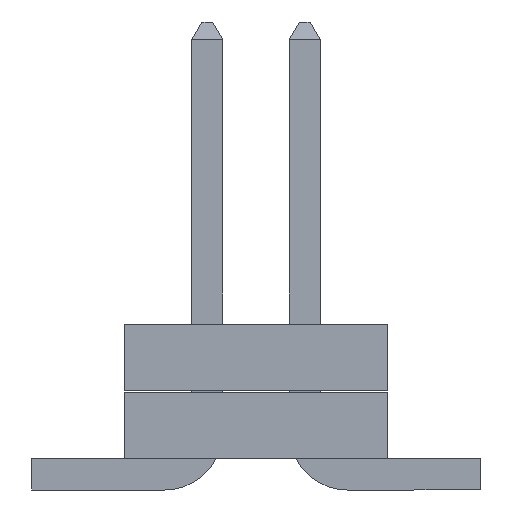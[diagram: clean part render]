
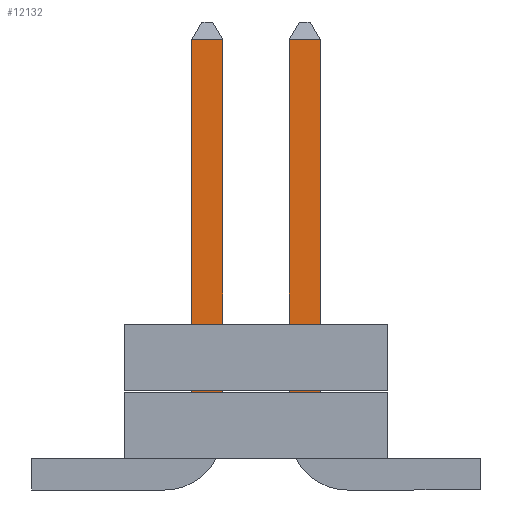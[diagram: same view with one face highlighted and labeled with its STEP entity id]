
A CAD part, left-side view. The second image highlights one B-rep face of the part: STEP entity #12132.
In plain terms, the highlighted planar face has unit normal (-1, 0, 0).
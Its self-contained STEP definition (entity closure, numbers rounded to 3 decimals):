
#221 = VERTEX_POINT('',#222);
#222 = CARTESIAN_POINT('',(-24.968,5.461,0.838));
#1783 = VERTEX_POINT('',#1784);
#1784 = CARTESIAN_POINT('',(-24.968,5.461,-0.838));
#4550 = VERTEX_POINT('',#4551);
#4551 = CARTESIAN_POINT('',(-24.968,5.461,-0.432));
#5761 = VERTEX_POINT('',#5762);
#5762 = CARTESIAN_POINT('',(-24.968,5.461,0.432));
#8225 = EDGE_CURVE('',#221,#8226,#8228,.T.);
#8226 = VERTEX_POINT('',#8227);
#8227 = CARTESIAN_POINT('',(-24.968,0.301,0.838));
#8228 = LINE('',#8229,#8230);
#8229 = CARTESIAN_POINT('',(-24.968,5.461,0.838));
#8230 = VECTOR('',#8231,1.);
#8231 = DIRECTION('',(0.,-1.,0.));
#9153 = EDGE_CURVE('',#8226,#9154,#9156,.T.);
#9154 = VERTEX_POINT('',#9155);
#9155 = CARTESIAN_POINT('',(-24.968,0.301,-0.838));
#9156 = LINE('',#9157,#9158);
#9157 = CARTESIAN_POINT('',(-24.968,0.301,0.838));
#9158 = VECTOR('',#9159,1.);
#9159 = DIRECTION('',(0.,0.,-1.));
#10088 = EDGE_CURVE('',#9154,#1783,#10089,.T.);
#10089 = LINE('',#10090,#10091);
#10090 = CARTESIAN_POINT('',(-24.968,0.301,-0.838));
#10091 = VECTOR('',#10092,1.);
#10092 = DIRECTION('',(0.,1.,0.));
#10205 = EDGE_CURVE('',#4550,#10206,#10208,.T.);
#10206 = VERTEX_POINT('',#10207);
#10207 = CARTESIAN_POINT('',(-24.968,0.555,-0.432));
#10208 = LINE('',#10209,#10210);
#10209 = CARTESIAN_POINT('',(-24.968,5.461,-0.432));
#10210 = VECTOR('',#10211,1.);
#10211 = DIRECTION('',(0.,-1.,0.));
#11133 = EDGE_CURVE('',#10206,#11134,#11136,.T.);
#11134 = VERTEX_POINT('',#11135);
#11135 = CARTESIAN_POINT('',(-24.968,0.555,0.432));
#11136 = LINE('',#11137,#11138);
#11137 = CARTESIAN_POINT('',(-24.968,0.555,-0.432));
#11138 = VECTOR('',#11139,1.);
#11139 = DIRECTION('',(0.,0.,1.));
#12068 = EDGE_CURVE('',#11134,#5761,#12069,.T.);
#12069 = LINE('',#12070,#12071);
#12070 = CARTESIAN_POINT('',(-24.968,0.555,0.432));
#12071 = VECTOR('',#12072,1.);
#12072 = DIRECTION('',(0.,1.,0.));
#12132 = ADVANCED_FACE('',(#12133),#12153,.F.);
#12133 = FACE_BOUND('',#12134,.T.);
#12134 = EDGE_LOOP('',(#12135,#12136,#12137,#12143,#12144,#12145,#12146,
    #12152));
#12135 = ORIENTED_EDGE('',*,*,#9153,.F.);
#12136 = ORIENTED_EDGE('',*,*,#8225,.F.);
#12137 = ORIENTED_EDGE('',*,*,#12138,.T.);
#12138 = EDGE_CURVE('',#221,#5761,#12139,.T.);
#12139 = LINE('',#12140,#12141);
#12140 = CARTESIAN_POINT('',(-24.968,5.461,0.));
#12141 = VECTOR('',#12142,1.);
#12142 = DIRECTION('',(0.,0.,-1.));
#12143 = ORIENTED_EDGE('',*,*,#12068,.F.);
#12144 = ORIENTED_EDGE('',*,*,#11133,.F.);
#12145 = ORIENTED_EDGE('',*,*,#10205,.F.);
#12146 = ORIENTED_EDGE('',*,*,#12147,.T.);
#12147 = EDGE_CURVE('',#4550,#1783,#12148,.T.);
#12148 = LINE('',#12149,#12150);
#12149 = CARTESIAN_POINT('',(-24.968,5.461,0.));
#12150 = VECTOR('',#12151,1.);
#12151 = DIRECTION('',(0.,0.,-1.));
#12152 = ORIENTED_EDGE('',*,*,#10088,.F.);
#12153 = PLANE('',#12154);
#12154 = AXIS2_PLACEMENT_3D('',#12155,#12156,#12157);
#12155 = CARTESIAN_POINT('',(-24.968,0.,0.));
#12156 = DIRECTION('',(1.,0.,0.));
#12157 = DIRECTION('',(0.,0.,-1.));
